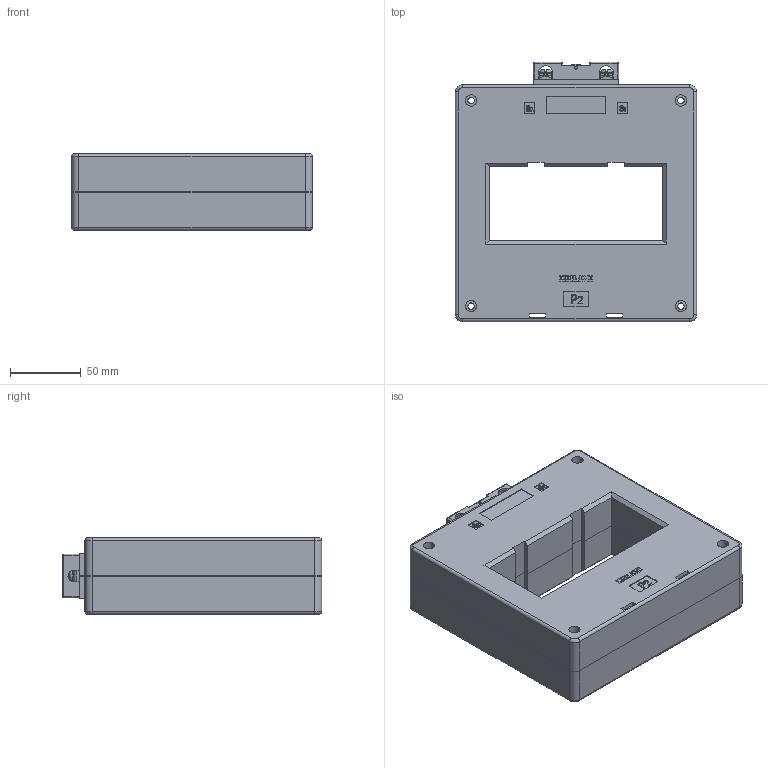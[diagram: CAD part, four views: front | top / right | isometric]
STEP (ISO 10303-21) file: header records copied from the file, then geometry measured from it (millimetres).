
FILE_DESCRIPTION (( 'STEP AP203' ), '1' );
FILE_NAME ('120装配体1.STEP', '2025-07-05T06:35:11', ( '微软用户' ), ( '微软中国' ), 'SwSTEP 2.0', 'SolidWorks 2020', '' );
FILE_SCHEMA (( 'CONFIG_CONTROL_DESIGN' ));
Length unit declared in the file: millimetre
Products named in the file (8): 嘐隅偌聽-22; 閉汒疏裔陔; K3 120P1; 諉盄啣; K3 120P2; 120蚾饜极1; 諉盄蹟佪3; 肣И璃5x10陔
Assembly tree (10 placements, depth 2):
  120蚾饜极1
    K3 120P1
    K3 120P2
    閉汒疏裔陔
    肣И璃5x10陔  x2
    諉盄蹟佪3  x2
    諉盄啣  x2
    嘐隅偌聽-22
Bounding box: 170 x 183 x 54 mm (x, y, z)
Volume: 291336.7 mm3; surface area: 225026.6 mm2
Topology: 10 solids, 10 shells, 1394 faces, 3727 edges, 2434 vertices
Faces by surface type: plane 948, cylinder 281, bspline 85, torus 40, cone 24, sphere 16
Entity records: 46903 total; most frequent: CARTESIAN_POINT 13080, ORIENTED_EDGE 7034, DIRECTION 6453, EDGE_CURVE 3517, VECTOR 2679, LINE 2679, VERTEX_POINT 2310, AXIS2_PLACEMENT_3D 1887
